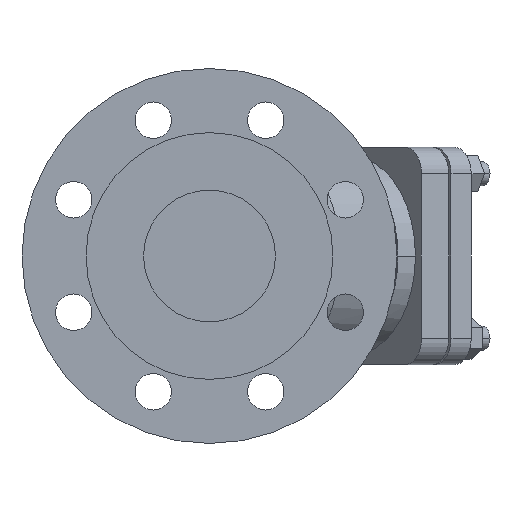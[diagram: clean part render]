
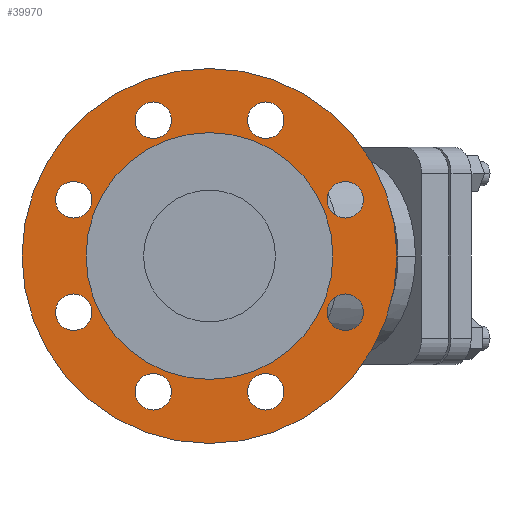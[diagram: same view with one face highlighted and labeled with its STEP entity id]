
A CAD part, left-side view. The second image highlights one B-rep face of the part: STEP entity #39970.
In plain terms, the highlighted planar face has unit normal (-1, 0, 0).
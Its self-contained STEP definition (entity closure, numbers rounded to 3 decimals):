
#4410=CARTESIAN_POINT('',(11.15,0.,0.));
#4420=DIRECTION('',(1.,0.,0.));
#4430=DIRECTION('',(0.,1.,0.));
#4440=AXIS2_PLACEMENT_3D('',#4410,#4420,#4430);
#4450=CYLINDRICAL_SURFACE('',#4440,60.88);
#4520=CARTESIAN_POINT('',(3.78,-60.88,0.));
#4530=VERTEX_POINT('',#4520);
#4710=CARTESIAN_POINT('',(3.78,60.88,0.));
#4720=VERTEX_POINT('',#4710);
#4760=CARTESIAN_POINT('',(3.78,0.,0.));
#4770=DIRECTION('',(-1.,0.,0.));
#4780=DIRECTION('',(0.,1.,0.));
#4790=AXIS2_PLACEMENT_3D('',#4760,#4770,#4780);
#4800=CIRCLE('',#4790,60.88);
#4810=CARTESIAN_POINT('',(3.78,0.,0.));
#4820=DIRECTION('',(1.,0.,0.));
#4830=DIRECTION('',(0.,0.,-1.));
#4840=AXIS2_PLACEMENT_3D('',#4810,#4820,#4830);
#4850=PLANE('',#4840);
#4860=SURFACE_CURVE('',#4800,(#4850,#4450),.CURVE_3D.);
#4870=EDGE_CURVE('',#4530,#4720,#4860,.T.);
#7040=CARTESIAN_POINT('',(22.3,0.,0.));
#7050=DIRECTION('',(1.,0.,0.));
#7060=DIRECTION('',(0.,0.,-1.));
#7070=AXIS2_PLACEMENT_3D('',#7040,#7050,#7060);
#7080=CYLINDRICAL_SURFACE('',#7070,92.5);
#7130=CARTESIAN_POINT('',(3.78,0.,92.5));
#7140=VERTEX_POINT('',#7130);
#7200=CARTESIAN_POINT('',(3.78,0.,0.));
#7210=DIRECTION('',(1.,0.,0.));
#7220=DIRECTION('',(0.,0.,-1.));
#7230=AXIS2_PLACEMENT_3D('',#7200,#7210,#7220);
#7240=CIRCLE('',#7230,92.5);
#7250=CARTESIAN_POINT('',(3.78,0.,-92.5));
#7260=VERTEX_POINT('',#7250);
#7270=SURFACE_CURVE('',#7240,(#7080,#4850),.CURVE_3D.);
#7280=EDGE_CURVE('',#7260,#7140,#7270,.T.);
#7500=CARTESIAN_POINT('',(22.3,27.745,-66.981));
#7510=DIRECTION('',(1.,0.,0.));
#7520=DIRECTION('',(0.,0.,-1.));
#7530=AXIS2_PLACEMENT_3D('',#7500,#7510,#7520);
#7540=CYLINDRICAL_SURFACE('',#7530,9.);
#7590=CARTESIAN_POINT('',(3.78,27.745,-75.981));
#7600=VERTEX_POINT('',#7590);
#7660=CARTESIAN_POINT('',(3.78,27.745,-66.981));
#7670=DIRECTION('',(-1.,0.,0.));
#7680=DIRECTION('',(0.,0.,-1.));
#7690=AXIS2_PLACEMENT_3D('',#7660,#7670,#7680);
#7700=CIRCLE('',#7690,9.);
#7710=CARTESIAN_POINT('',(3.78,27.745,-57.981));
#7720=VERTEX_POINT('',#7710);
#7730=SURFACE_CURVE('',#7700,(#7540,#4850),.CURVE_3D.);
#7740=EDGE_CURVE('',#7720,#7600,#7730,.T.);
#7960=CARTESIAN_POINT('',(22.3,-27.745,-66.981));
#7970=DIRECTION('',(1.,0.,0.));
#7980=DIRECTION('',(0.,0.,-1.));
#7990=AXIS2_PLACEMENT_3D('',#7960,#7970,#7980);
#8000=CYLINDRICAL_SURFACE('',#7990,9.);
#8050=CARTESIAN_POINT('',(3.78,-27.745,-75.981));
#8060=VERTEX_POINT('',#8050);
#8120=CARTESIAN_POINT('',(3.78,-27.745,-66.981));
#8130=DIRECTION('',(-1.,0.,0.));
#8140=DIRECTION('',(0.,0.,-1.));
#8150=AXIS2_PLACEMENT_3D('',#8120,#8130,#8140);
#8160=CIRCLE('',#8150,9.);
#8170=CARTESIAN_POINT('',(3.78,-27.745,-57.981));
#8180=VERTEX_POINT('',#8170);
#8190=SURFACE_CURVE('',#8160,(#8000,#4850),.CURVE_3D.);
#8200=EDGE_CURVE('',#8180,#8060,#8190,.T.);
#8420=CARTESIAN_POINT('',(22.3,66.981,-27.745));
#8430=DIRECTION('',(1.,0.,0.));
#8440=DIRECTION('',(0.,0.,-1.));
#8450=AXIS2_PLACEMENT_3D('',#8420,#8430,#8440);
#8460=CYLINDRICAL_SURFACE('',#8450,9.);
#8510=CARTESIAN_POINT('',(3.78,66.981,-18.745));
#8520=VERTEX_POINT('',#8510);
#8580=CARTESIAN_POINT('',(3.78,66.981,-27.745));
#8590=DIRECTION('',(-1.,0.,0.));
#8600=DIRECTION('',(0.,0.,-1.));
#8610=AXIS2_PLACEMENT_3D('',#8580,#8590,#8600);
#8620=CIRCLE('',#8610,9.);
#8630=CARTESIAN_POINT('',(3.78,66.981,-36.745));
#8640=VERTEX_POINT('',#8630);
#8650=SURFACE_CURVE('',#8620,(#8460,#4850),.CURVE_3D.);
#8660=EDGE_CURVE('',#8640,#8520,#8650,.T.);
#8880=CARTESIAN_POINT('',(22.3,-66.981,-27.745));
#8890=DIRECTION('',(1.,0.,0.));
#8900=DIRECTION('',(0.,0.,-1.));
#8910=AXIS2_PLACEMENT_3D('',#8880,#8890,#8900);
#8920=CYLINDRICAL_SURFACE('',#8910,9.);
#8970=CARTESIAN_POINT('',(3.78,-66.981,-18.745));
#8980=VERTEX_POINT('',#8970);
#9040=CARTESIAN_POINT('',(3.78,-66.981,-27.745));
#9050=DIRECTION('',(-1.,0.,0.));
#9060=DIRECTION('',(0.,0.,-1.));
#9070=AXIS2_PLACEMENT_3D('',#9040,#9050,#9060);
#9080=CIRCLE('',#9070,9.);
#9090=CARTESIAN_POINT('',(3.78,-66.981,-36.745));
#9100=VERTEX_POINT('',#9090);
#9110=SURFACE_CURVE('',#9080,(#8920,#4850),.CURVE_3D.);
#9120=EDGE_CURVE('',#9100,#8980,#9110,.T.);
#9340=CARTESIAN_POINT('',(22.3,66.981,27.745));
#9350=DIRECTION('',(1.,0.,0.));
#9360=DIRECTION('',(0.,0.,-1.));
#9370=AXIS2_PLACEMENT_3D('',#9340,#9350,#9360);
#9380=CYLINDRICAL_SURFACE('',#9370,9.);
#9430=CARTESIAN_POINT('',(3.78,66.981,18.745));
#9440=VERTEX_POINT('',#9430);
#9500=CARTESIAN_POINT('',(3.78,66.981,27.745));
#9510=DIRECTION('',(-1.,0.,0.));
#9520=DIRECTION('',(0.,0.,-1.));
#9530=AXIS2_PLACEMENT_3D('',#9500,#9510,#9520);
#9540=CIRCLE('',#9530,9.);
#9550=CARTESIAN_POINT('',(3.78,66.981,36.745));
#9560=VERTEX_POINT('',#9550);
#9570=SURFACE_CURVE('',#9540,(#9380,#4850),.CURVE_3D.);
#9580=EDGE_CURVE('',#9560,#9440,#9570,.T.);
#9800=CARTESIAN_POINT('',(22.3,-66.981,27.745));
#9810=DIRECTION('',(1.,0.,0.));
#9820=DIRECTION('',(0.,0.,-1.));
#9830=AXIS2_PLACEMENT_3D('',#9800,#9810,#9820);
#9840=CYLINDRICAL_SURFACE('',#9830,9.);
#9890=CARTESIAN_POINT('',(3.78,-66.981,18.745));
#9900=VERTEX_POINT('',#9890);
#9960=CARTESIAN_POINT('',(3.78,-66.981,27.745));
#9970=DIRECTION('',(-1.,0.,0.));
#9980=DIRECTION('',(0.,0.,-1.));
#9990=AXIS2_PLACEMENT_3D('',#9960,#9970,#9980);
#10000=CIRCLE('',#9990,9.);
#10010=CARTESIAN_POINT('',(3.78,-66.981,36.745));
#10020=VERTEX_POINT('',#10010);
#10030=SURFACE_CURVE('',#10000,(#9840,#4850),.CURVE_3D.);
#10040=EDGE_CURVE('',#10020,#9900,#10030,.T.);
#10260=CARTESIAN_POINT('',(22.3,27.745,66.981));
#10270=DIRECTION('',(1.,0.,0.));
#10280=DIRECTION('',(0.,0.,-1.));
#10290=AXIS2_PLACEMENT_3D('',#10260,#10270,#10280);
#10300=CYLINDRICAL_SURFACE('',#10290,9.);
#10350=CARTESIAN_POINT('',(3.78,27.745,75.981));
#10360=VERTEX_POINT('',#10350);
#10420=CARTESIAN_POINT('',(3.78,27.745,66.981));
#10430=DIRECTION('',(-1.,0.,0.));
#10440=DIRECTION('',(0.,0.,-1.));
#10450=AXIS2_PLACEMENT_3D('',#10420,#10430,#10440);
#10460=CIRCLE('',#10450,9.);
#10470=CARTESIAN_POINT('',(3.78,27.745,57.981));
#10480=VERTEX_POINT('',#10470);
#10490=SURFACE_CURVE('',#10460,(#10300,#4850),.CURVE_3D.);
#10500=EDGE_CURVE('',#10480,#10360,#10490,.T.);
#10720=CARTESIAN_POINT('',(22.3,-27.745,66.981));
#10730=DIRECTION('',(1.,0.,0.));
#10740=DIRECTION('',(0.,0.,-1.));
#10750=AXIS2_PLACEMENT_3D('',#10720,#10730,#10740);
#10760=CYLINDRICAL_SURFACE('',#10750,9.);
#10810=CARTESIAN_POINT('',(3.78,-27.745,57.981));
#10820=VERTEX_POINT('',#10810);
#10880=CARTESIAN_POINT('',(3.78,-27.745,66.981));
#10890=DIRECTION('',(-1.,0.,0.));
#10900=DIRECTION('',(0.,0.,-1.));
#10910=AXIS2_PLACEMENT_3D('',#10880,#10890,#10900);
#10920=CIRCLE('',#10910,9.);
#10930=CARTESIAN_POINT('',(3.78,-27.745,75.981));
#10940=VERTEX_POINT('',#10930);
#10950=SURFACE_CURVE('',#10920,(#10760,#4850),.CURVE_3D.);
#10960=EDGE_CURVE('',#10940,#10820,#10950,.T.);
#39370=SURFACE_CURVE('',#10920,(#10760,#4850),.CURVE_3D.);
#39380=EDGE_CURVE('',#10820,#10940,#39370,.T.);
#39390=ORIENTED_EDGE('',*,*,#39380,.F.);
#39400=ORIENTED_EDGE('',*,*,#10960,.F.);
#39410=EDGE_LOOP('',(#39400,#39390));
#39420=FACE_BOUND('',#39410,.T.);
#39430=SURFACE_CURVE('',#10460,(#10300,#4850),.CURVE_3D.);
#39440=EDGE_CURVE('',#10360,#10480,#39430,.T.);
#39450=ORIENTED_EDGE('',*,*,#39440,.F.);
#39460=ORIENTED_EDGE('',*,*,#10500,.F.);
#39470=EDGE_LOOP('',(#39460,#39450));
#39480=FACE_BOUND('',#39470,.T.);
#39490=SURFACE_CURVE('',#10000,(#9840,#4850),.CURVE_3D.);
#39500=EDGE_CURVE('',#9900,#10020,#39490,.T.);
#39510=ORIENTED_EDGE('',*,*,#39500,.F.);
#39520=ORIENTED_EDGE('',*,*,#10040,.F.);
#39530=EDGE_LOOP('',(#39520,#39510));
#39540=FACE_BOUND('',#39530,.T.);
#39550=SURFACE_CURVE('',#9540,(#9380,#4850),.CURVE_3D.);
#39560=EDGE_CURVE('',#9440,#9560,#39550,.T.);
#39570=ORIENTED_EDGE('',*,*,#39560,.F.);
#39580=ORIENTED_EDGE('',*,*,#9580,.F.);
#39590=EDGE_LOOP('',(#39580,#39570));
#39600=FACE_BOUND('',#39590,.T.);
#39610=ORIENTED_EDGE('',*,*,#9120,.F.);
#39620=SURFACE_CURVE('',#9080,(#8920,#4850),.CURVE_3D.);
#39630=EDGE_CURVE('',#8980,#9100,#39620,.T.);
#39640=ORIENTED_EDGE('',*,*,#39630,.F.);
#39650=EDGE_LOOP('',(#39640,#39610));
#39660=FACE_BOUND('',#39650,.T.);
#39670=SURFACE_CURVE('',#8620,(#8460,#4850),.CURVE_3D.);
#39680=EDGE_CURVE('',#8520,#8640,#39670,.T.);
#39690=ORIENTED_EDGE('',*,*,#39680,.F.);
#39700=ORIENTED_EDGE('',*,*,#8660,.F.);
#39710=EDGE_LOOP('',(#39700,#39690));
#39720=FACE_BOUND('',#39710,.T.);
#39730=SURFACE_CURVE('',#8160,(#8000,#4850),.CURVE_3D.);
#39740=EDGE_CURVE('',#8060,#8180,#39730,.T.);
#39750=ORIENTED_EDGE('',*,*,#39740,.F.);
#39760=ORIENTED_EDGE('',*,*,#8200,.F.);
#39770=EDGE_LOOP('',(#39760,#39750));
#39780=FACE_BOUND('',#39770,.T.);
#39790=SURFACE_CURVE('',#7700,(#7540,#4850),.CURVE_3D.);
#39800=EDGE_CURVE('',#7600,#7720,#39790,.T.);
#39810=ORIENTED_EDGE('',*,*,#39800,.F.);
#39820=ORIENTED_EDGE('',*,*,#7740,.F.);
#39830=EDGE_LOOP('',(#39820,#39810));
#39840=FACE_BOUND('',#39830,.T.);
#39850=ORIENTED_EDGE('',*,*,#7280,.F.);
#39860=SURFACE_CURVE('',#7240,(#7080,#4850),.CURVE_3D.);
#39870=EDGE_CURVE('',#7140,#7260,#39860,.T.);
#39880=ORIENTED_EDGE('',*,*,#39870,.F.);
#39890=EDGE_LOOP('',(#39880,#39850));
#39900=FACE_OUTER_BOUND('',#39890,.T.);
#39910=SURFACE_CURVE('',#4800,(#4850,#4450),.CURVE_3D.);
#39920=EDGE_CURVE('',#4720,#4530,#39910,.T.);
#39930=ORIENTED_EDGE('',*,*,#39920,.F.);
#39940=ORIENTED_EDGE('',*,*,#4870,.F.);
#39950=EDGE_LOOP('',(#39940,#39930));
#39960=FACE_BOUND('',#39950,.T.);
#39970=ADVANCED_FACE('',(#39420,#39480,#39540,#39600,#39660,#39720,
#39780,#39840,#39900,#39960),#4850,.F.);
